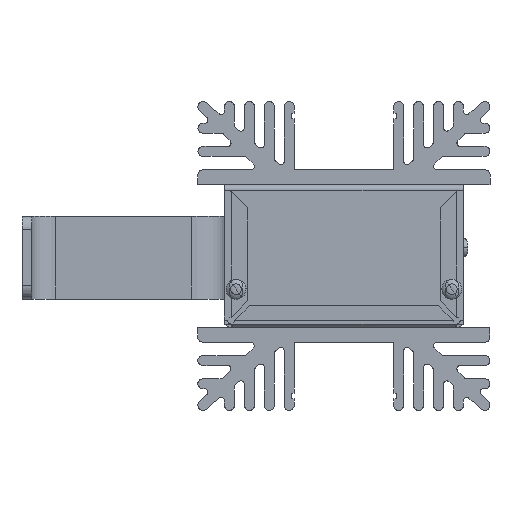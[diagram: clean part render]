
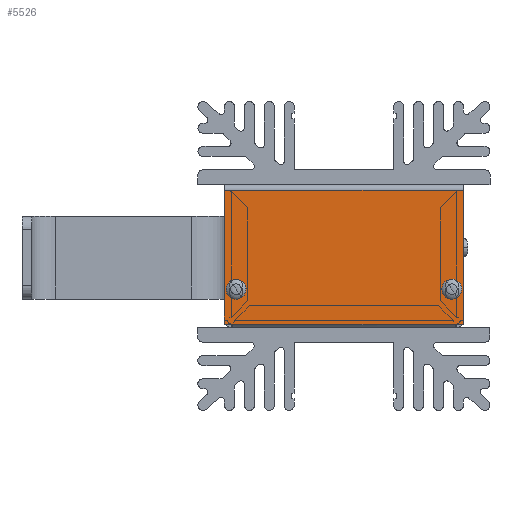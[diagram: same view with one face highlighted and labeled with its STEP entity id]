
A CAD part, front view. The second image highlights one B-rep face of the part: STEP entity #5526.
In plain terms, the highlighted planar face has unit normal (0, -1, 0).
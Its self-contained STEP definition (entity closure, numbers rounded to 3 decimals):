
#2023 = ORIENTED_EDGE ( 'NONE', *, *, #6378, .F. ) ;
#2024 = ORIENTED_EDGE ( 'NONE', *, *, #6379, .F. ) ;
#2025 = ORIENTED_EDGE ( 'NONE', *, *, #6380, .F. ) ;
#2026 = ORIENTED_EDGE ( 'NONE', *, *, #6381, .F. ) ;
#2027 = ORIENTED_EDGE ( 'NONE', *, *, #6312, .F. ) ;
#2028 = ORIENTED_EDGE ( 'NONE', *, *, #6382, .F. ) ;
#2029 = ORIENTED_EDGE ( 'NONE', *, *, #6383, .F. ) ;
#2030 = ORIENTED_EDGE ( 'NONE', *, *, #6384, .F. ) ;
#2031 = ORIENTED_EDGE ( 'NONE', *, *, #6385, .F. ) ;
#2032 = ORIENTED_EDGE ( 'NONE', *, *, #6320, .F. ) ;
#2033 = ORIENTED_EDGE ( 'NONE', *, *, #6376, .F. ) ;
#2034 = ORIENTED_EDGE ( 'NONE', *, *, #6370, .T. ) ;
#2035 = ORIENTED_EDGE ( 'NONE', *, *, #6372, .F. ) ;
#2036 = ORIENTED_EDGE ( 'NONE', *, *, #6386, .F. ) ;
#2086 = VERTEX_POINT ( 'NONE', #10032 ) ;
#2107 = VERTEX_POINT ( 'NONE', #10053 ) ;
#2108 = VERTEX_POINT ( 'NONE', #10054 ) ;
#2115 = VERTEX_POINT ( 'NONE', #10061 ) ;
#2116 = VERTEX_POINT ( 'NONE', #10062 ) ;
#2137 = VERTEX_POINT ( 'NONE', #10083 ) ;
#2139 = VERTEX_POINT ( 'NONE', #10085 ) ;
#2140 = VERTEX_POINT ( 'NONE', #10086 ) ;
#2144 = VERTEX_POINT ( 'NONE', #10090 ) ;
#2146 = VERTEX_POINT ( 'NONE', #10092 ) ;
#2147 = VERTEX_POINT ( 'NONE', #10093 ) ;
#2148 = VERTEX_POINT ( 'NONE', #10094 ) ;
#2150 = VERTEX_POINT ( 'NONE', #10096 ) ;
#2151 = VERTEX_POINT ( 'NONE', #10097 ) ;
#2521 = EDGE_LOOP ( 'NONE', ( #2028, #2029, #2030, #2031, #2032 ) ) ;
#2523 = EDGE_LOOP ( 'NONE', ( #2023, #2024, #2025, #2026, #2027 ) ) ;
#2528 = EDGE_LOOP ( 'NONE', ( #2033, #2034, #2035, #2036 ) ) ;
#5526 = ADVANCED_FACE ( 'NONE', ( #12886, #12882, #12888 ), #12889, .T. ) ;
#6312 = EDGE_CURVE ( 'NONE', #2107, #2108, #17162, .T. ) ;
#6320 = EDGE_CURVE ( 'NONE', #2115, #2116, #17174, .T. ) ;
#6370 = EDGE_CURVE ( 'NONE', #2139, #2144, #18197, .T. ) ;
#6372 = EDGE_CURVE ( 'NONE', #2137, #2144, #18208, .T. ) ;
#6376 = EDGE_CURVE ( 'NONE', #2139, #2147, #18220, .T. ) ;
#6378 = EDGE_CURVE ( 'NONE', #2140, #2107, #17261, .T. ) ;
#6379 = EDGE_CURVE ( 'NONE', #2086, #2140, #18216, .T. ) ;
#6380 = EDGE_CURVE ( 'NONE', #2146, #2086, #17264, .T. ) ;
#6381 = EDGE_CURVE ( 'NONE', #2108, #2146, #18226, .T. ) ;
#6382 = EDGE_CURVE ( 'NONE', #2150, #2115, #17267, .T. ) ;
#6383 = EDGE_CURVE ( 'NONE', #2151, #2150, #18232, .T. ) ;
#6384 = EDGE_CURVE ( 'NONE', #2148, #2151, #17270, .T. ) ;
#6385 = EDGE_CURVE ( 'NONE', #2116, #2148, #18238, .T. ) ;
#6386 = EDGE_CURVE ( 'NONE', #2147, #2137, #18250, .T. ) ;
#10032 = CARTESIAN_POINT ( 'NONE',  ( 1.5, -1., -29.5 ) ) ;
#10053 = CARTESIAN_POINT ( 'NONE',  ( 3.5, -1., -33.5 ) ) ;
#10054 = CARTESIAN_POINT ( 'NONE',  ( 5.5, -1., -31.5 ) ) ;
#10061 = CARTESIAN_POINT ( 'NONE',  ( 68.5, -1., -33.5 ) ) ;
#10062 = CARTESIAN_POINT ( 'NONE',  ( 70.5, -1., -31.5 ) ) ;
#10083 = CARTESIAN_POINT ( 'NONE',  ( 0., -1., -41. ) ) ;
#10085 = CARTESIAN_POINT ( 'NONE',  ( 72., -1., -0.737 ) ) ;
#10086 = CARTESIAN_POINT ( 'NONE',  ( 1.5, -1., -31.5 ) ) ;
#10090 = CARTESIAN_POINT ( 'NONE',  ( 0., -1., -0.737 ) ) ;
#10092 = CARTESIAN_POINT ( 'NONE',  ( 5.5, -1., -29.5 ) ) ;
#10093 = CARTESIAN_POINT ( 'NONE',  ( 72., -1., -41. ) ) ;
#10094 = CARTESIAN_POINT ( 'NONE',  ( 70.5, -1., -29.5 ) ) ;
#10096 = CARTESIAN_POINT ( 'NONE',  ( 66.5, -1., -31.5 ) ) ;
#10097 = CARTESIAN_POINT ( 'NONE',  ( 66.5, -1., -29.5 ) ) ;
#11881 = AXIS2_PLACEMENT_3D ( 'NONE', #12885, #12877, #12891 ) ;
#12877 = DIRECTION ( 'NONE',  ( 0., -1., 0. ) ) ;
#12882 = FACE_BOUND ( 'NONE', #2521, .T. ) ;
#12885 = CARTESIAN_POINT ( 'NONE',  ( 0., -1., 0. ) ) ;
#12886 = FACE_BOUND ( 'NONE', #2523, .T. ) ;
#12888 = FACE_OUTER_BOUND ( 'NONE', #2528, .T. ) ;
#12889 = PLANE ( 'NONE',  #11881 ) ;
#12891 = DIRECTION ( 'NONE',  ( 0., 0., -1. ) ) ;
#17162 = CIRCLE ( 'NONE', #17166, 2. ) ;
#17166 = AXIS2_PLACEMENT_3D ( 'NONE', #18029, #18030, #18031 ) ;
#17174 = CIRCLE ( 'NONE', #17178, 2. ) ;
#17178 = AXIS2_PLACEMENT_3D ( 'NONE', #18053, #18054, #18055 ) ;
#17252 = VECTOR ( 'NONE', #18205, 1000. ) ;
#17255 = VECTOR ( 'NONE', #18211, 1000. ) ;
#17259 = VECTOR ( 'NONE', #18222, 1000. ) ;
#17261 = CIRCLE ( 'NONE', #17263, 2. ) ;
#17262 = VECTOR ( 'NONE', #18231, 1000. ) ;
#17263 = AXIS2_PLACEMENT_3D ( 'NONE', #18228, #18229, #18230 ) ;
#17264 = CIRCLE ( 'NONE', #17266, 2. ) ;
#17265 = VECTOR ( 'NONE', #18237, 1000. ) ;
#17266 = AXIS2_PLACEMENT_3D ( 'NONE', #18234, #18235, #18236 ) ;
#17267 = CIRCLE ( 'NONE', #17269, 2. ) ;
#17268 = VECTOR ( 'NONE', #18243, 1000. ) ;
#17269 = AXIS2_PLACEMENT_3D ( 'NONE', #18240, #18241, #18242 ) ;
#17270 = CIRCLE ( 'NONE', #17272, 2. ) ;
#17271 = VECTOR ( 'NONE', #18249, 1000. ) ;
#17272 = AXIS2_PLACEMENT_3D ( 'NONE', #18246, #18247, #18248 ) ;
#17273 = VECTOR ( 'NONE', #18252, 1000. ) ;
#18029 = CARTESIAN_POINT ( 'NONE',  ( 3.5, -1., -31.5 ) ) ;
#18030 = DIRECTION ( 'NONE',  ( 0., -1., 0. ) ) ;
#18031 = DIRECTION ( 'NONE',  ( 0., 0., -1. ) ) ;
#18053 = CARTESIAN_POINT ( 'NONE',  ( 68.5, -1., -31.5 ) ) ;
#18054 = DIRECTION ( 'NONE',  ( 0., -1., 0. ) ) ;
#18055 = DIRECTION ( 'NONE',  ( 0., 0., -1. ) ) ;
#18193 = CARTESIAN_POINT ( 'NONE',  ( 0., -1., -0.737 ) ) ;
#18197 = LINE ( 'NONE', #18193, #17252 ) ;
#18205 = DIRECTION ( 'NONE',  ( -1., 0., 0. ) ) ;
#18208 = LINE ( 'NONE', #18210, #17255 ) ;
#18210 = CARTESIAN_POINT ( 'NONE',  ( 0., -1., 0. ) ) ;
#18211 = DIRECTION ( 'NONE',  ( 0., 0., 1. ) ) ;
#18213 = CARTESIAN_POINT ( 'NONE',  ( 1.5, -1., -31.5 ) ) ;
#18216 = LINE ( 'NONE', #18213, #17262 ) ;
#18220 = LINE ( 'NONE', #18221, #17259 ) ;
#18221 = CARTESIAN_POINT ( 'NONE',  ( 72., -1., -41. ) ) ;
#18222 = DIRECTION ( 'NONE',  ( 0., 0., -1. ) ) ;
#18226 = LINE ( 'NONE', #18227, #17265 ) ;
#18227 = CARTESIAN_POINT ( 'NONE',  ( 5.5, -1., -31.5 ) ) ;
#18228 = CARTESIAN_POINT ( 'NONE',  ( 3.5, -1., -31.5 ) ) ;
#18229 = DIRECTION ( 'NONE',  ( 0., -1., 0. ) ) ;
#18230 = DIRECTION ( 'NONE',  ( 0., 0., -1. ) ) ;
#18231 = DIRECTION ( 'NONE',  ( 0., 0., -1. ) ) ;
#18232 = LINE ( 'NONE', #18233, #17268 ) ;
#18233 = CARTESIAN_POINT ( 'NONE',  ( 66.5, -1., -31.5 ) ) ;
#18234 = CARTESIAN_POINT ( 'NONE',  ( 3.5, -1., -29.5 ) ) ;
#18235 = DIRECTION ( 'NONE',  ( 0., -1., 0. ) ) ;
#18236 = DIRECTION ( 'NONE',  ( 0., 0., -1. ) ) ;
#18237 = DIRECTION ( 'NONE',  ( 0., 0., 1. ) ) ;
#18238 = LINE ( 'NONE', #18239, #17271 ) ;
#18239 = CARTESIAN_POINT ( 'NONE',  ( 70.5, -1., -31.5 ) ) ;
#18240 = CARTESIAN_POINT ( 'NONE',  ( 68.5, -1., -31.5 ) ) ;
#18241 = DIRECTION ( 'NONE',  ( 0., -1., 0. ) ) ;
#18242 = DIRECTION ( 'NONE',  ( 0., 0., -1. ) ) ;
#18243 = DIRECTION ( 'NONE',  ( 0., 0., -1. ) ) ;
#18246 = CARTESIAN_POINT ( 'NONE',  ( 68.5, -1., -29.5 ) ) ;
#18247 = DIRECTION ( 'NONE',  ( 0., -1., 0. ) ) ;
#18248 = DIRECTION ( 'NONE',  ( 0., 0., -1. ) ) ;
#18249 = DIRECTION ( 'NONE',  ( 0., 0., 1. ) ) ;
#18250 = LINE ( 'NONE', #18251, #17273 ) ;
#18251 = CARTESIAN_POINT ( 'NONE',  ( 0., -1., -41. ) ) ;
#18252 = DIRECTION ( 'NONE',  ( -1., 0., 0. ) ) ;
